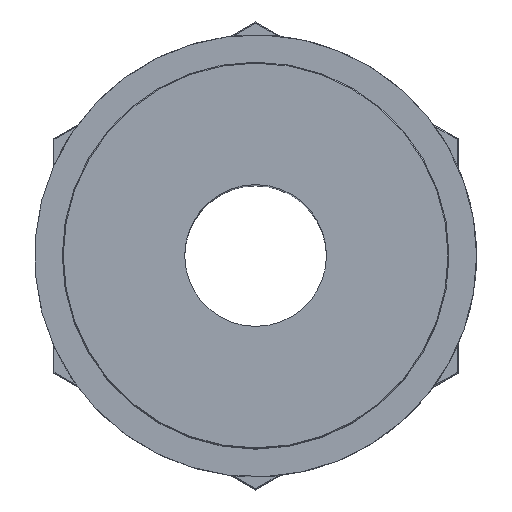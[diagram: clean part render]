
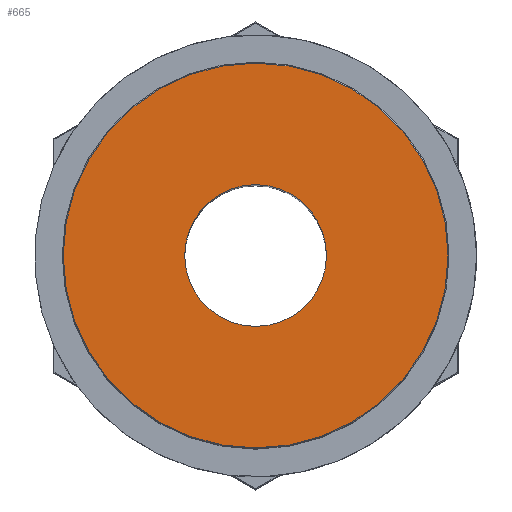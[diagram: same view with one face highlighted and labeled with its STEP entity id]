
A CAD part, top view. The second image highlights one B-rep face of the part: STEP entity #665.
In plain terms, the highlighted planar face has unit normal (0, 0, 1).
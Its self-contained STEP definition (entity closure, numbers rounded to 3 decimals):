
#162=PLANE('',#740);
#185=FACE_BOUND('',#291,.T.);
#229=FACE_OUTER_BOUND('',#290,.T.);
#290=EDGE_LOOP('',(#605));
#291=EDGE_LOOP('',(#606));
#294=CIRCLE('',#671,3.85);
#319=CIRCLE('',#737,10.45);
#321=VERTEX_POINT('',#947);
#370=VERTEX_POINT('',#1115);
#372=EDGE_CURVE('',#321,#321,#294,.T.);
#450=EDGE_CURVE('',#370,#370,#319,.T.);
#605=ORIENTED_EDGE('',*,*,#450,.F.);
#606=ORIENTED_EDGE('',*,*,#372,.T.);
#665=ADVANCED_FACE('',(#229,#185),#162,.F.);
#671=AXIS2_PLACEMENT_3D('',#948,#747,#748);
#737=AXIS2_PLACEMENT_3D('',#1116,#932,#933);
#740=AXIS2_PLACEMENT_3D('',#1120,#938,#939);
#747=DIRECTION('center_axis',(0.,0.,-1.));
#748=DIRECTION('ref_axis',(-1.,0.,0.));
#932=DIRECTION('center_axis',(0.,0.,-1.));
#933=DIRECTION('ref_axis',(-1.,0.,0.));
#938=DIRECTION('center_axis',(0.,0.,-1.));
#939=DIRECTION('ref_axis',(-1.,0.,0.));
#947=CARTESIAN_POINT('',(3.85,0.,18.));
#948=CARTESIAN_POINT('Origin',(0.,0.,18.));
#1115=CARTESIAN_POINT('',(10.45,0.,18.));
#1116=CARTESIAN_POINT('Origin',(0.,0.,18.));
#1120=CARTESIAN_POINT('Origin',(0.,0.,18.));
